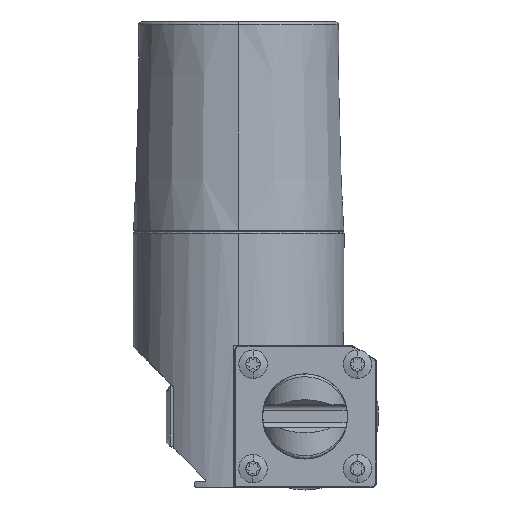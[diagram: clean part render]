
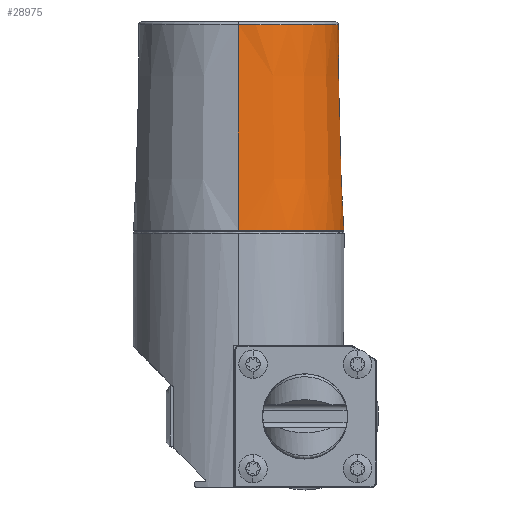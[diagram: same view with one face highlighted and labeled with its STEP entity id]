
A CAD part, left-side view. The second image highlights one B-rep face of the part: STEP entity #28975.
In plain terms, the highlighted conical face has half-angle 1.5 degrees and reference radius 37.175 mm.
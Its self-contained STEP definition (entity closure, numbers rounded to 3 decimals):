
#173 = B_SPLINE_CURVE_WITH_KNOTS ( 'NONE', 3,
 ( #19145, #19146, #19147, #19148, #19149, #19150, #19151, #19152, #19153, #19154, #19155, #19156, #19157 ),
 .UNSPECIFIED., .F., .F.,
 ( 4, 3, 3, 3, 4 ),
 ( 0.004, 0.013, 0.055, 0.073, 0.073 ),
 .UNSPECIFIED. ) ;
#1455 = CARTESIAN_POINT ( 'NONE',  ( 28.041, 4.445, 63.168 ) ) ;
#1541 = CARTESIAN_POINT ( 'NONE',  ( -37.713, 28.055, 63.168 ) ) ;
#1560 = CARTESIAN_POINT ( 'NONE',  ( 26.205, 5.091, 132.77 ) ) ;
#1562 = CARTESIAN_POINT ( 'NONE',  ( -35.819, 28.05, 135.495 ) ) ;
#1732 = VERTEX_POINT ( 'NONE', #1455 ) ;
#1808 = VERTEX_POINT ( 'NONE', #1560 ) ;
#1810 = VERTEX_POINT ( 'NONE', #1541 ) ;
#1894 = VERTEX_POINT ( 'NONE', #1562 ) ;
#2037 = VERTEX_POINT ( 'NONE', #11092 ) ;
#6044 = ORIENTED_EDGE ( 'NONE', *, *, #15242, .T. ) ;
#6049 = ORIENTED_EDGE ( 'NONE', *, *, #15212, .T. ) ;
#6135 = ORIENTED_EDGE ( 'NONE', *, *, #15120, .T. ) ;
#6305 = ORIENTED_EDGE ( 'NONE', *, *, #15092, .T. ) ;
#6340 = ORIENTED_EDGE ( 'NONE', *, *, #15060, .T. ) ;
#8495 = DIRECTION ( 'NONE',  ( 1., -0.002, 0. ) ) ;
#8499 = DIRECTION ( 'NONE',  ( 0., 0., -1. ) ) ;
#8500 = CARTESIAN_POINT ( 'NONE',  ( -0.629, 27.965, 59.668 ) ) ;
#8661 = FACE_OUTER_BOUND ( 'NONE', #30375, .T. ) ;
#8667 = CONICAL_SURFACE ( 'NONE', #26027, 37.175, 0.026 ) ;
#11092 = CARTESIAN_POINT ( 'NONE',  ( 34.56, 27.881, 135.495 ) ) ;
#12972 = VERTEX_POINT ( 'NONE', #26375 ) ;
#15060 = EDGE_CURVE ( 'NONE', #1810, #1732, #20972, .T. ) ;
#15092 = EDGE_CURVE ( 'NONE', #1894, #1810, #20994, .T. ) ;
#15120 = EDGE_CURVE ( 'NONE', #1808, #12972, #21012, .T. ) ;
#15212 = EDGE_CURVE ( 'NONE', #1732, #1808, #173, .T. ) ;
#15216 = EDGE_CURVE ( 'NONE', #2037, #12972, #21068, .T. ) ;
#15242 = EDGE_CURVE ( 'NONE', #2037, #1894, #21085, .T. ) ;
#18654 = CARTESIAN_POINT ( 'NONE',  ( -0.629, 27.965, 63.168 ) ) ;
#18655 = DIRECTION ( 'NONE',  ( 0., 0., 1. ) ) ;
#18657 = DIRECTION ( 'NONE',  ( 1., -0.002, 0. ) ) ;
#18786 = CARTESIAN_POINT ( 'NONE',  ( -37.804, 28.055, 59.668 ) ) ;
#18791 = DIRECTION ( 'NONE',  ( -0.026, 0., -1. ) ) ;
#18916 = CARTESIAN_POINT ( 'NONE',  ( -0.629, 27.965, 132.77 ) ) ;
#18918 = DIRECTION ( 'NONE',  ( 0., 0., 1. ) ) ;
#18920 = DIRECTION ( 'NONE',  ( -1., 0.002, 0. ) ) ;
#19145 = CARTESIAN_POINT ( 'NONE',  ( 28.041, 4.445, 63.168 ) ) ;
#19146 = CARTESIAN_POINT ( 'NONE',  ( 27.957, 4.474, 66.333 ) ) ;
#19147 = CARTESIAN_POINT ( 'NONE',  ( 27.874, 4.504, 69.498 ) ) ;
#19148 = CARTESIAN_POINT ( 'NONE',  ( 27.791, 4.533, 72.663 ) ) ;
#19149 = CARTESIAN_POINT ( 'NONE',  ( 27.426, 4.661, 86.525 ) ) ;
#19150 = CARTESIAN_POINT ( 'NONE',  ( 27.061, 4.79, 100.386 ) ) ;
#19151 = CARTESIAN_POINT ( 'NONE',  ( 26.695, 4.919, 114.247 ) ) ;
#19152 = CARTESIAN_POINT ( 'NONE',  ( 26.534, 4.975, 120.321 ) ) ;
#19153 = CARTESIAN_POINT ( 'NONE',  ( 26.374, 5.031, 126.395 ) ) ;
#19154 = CARTESIAN_POINT ( 'NONE',  ( 26.213, 5.088, 132.468 ) ) ;
#19155 = CARTESIAN_POINT ( 'NONE',  ( 26.21, 5.089, 132.569 ) ) ;
#19156 = CARTESIAN_POINT ( 'NONE',  ( 26.207, 5.09, 132.669 ) ) ;
#19157 = CARTESIAN_POINT ( 'NONE',  ( 26.205, 5.091, 132.77 ) ) ;
#19159 = CARTESIAN_POINT ( 'NONE',  ( 36.546, 27.876, 59.668 ) ) ;
#19164 = DIRECTION ( 'NONE',  ( 0.026, 0., -1. ) ) ;
#19208 = CARTESIAN_POINT ( 'NONE',  ( -0.629, 27.965, 135.495 ) ) ;
#19209 = DIRECTION ( 'NONE',  ( 0., 0., -1. ) ) ;
#19210 = DIRECTION ( 'NONE',  ( -1., 0.002, 0. ) ) ;
#20972 = CIRCLE ( 'NONE', #23467, 37.083 ) ;
#20994 = LINE ( 'NONE', #18786, #20999 ) ;
#20999 = VECTOR ( 'NONE', #18791, 1000. ) ;
#21012 = CIRCLE ( 'NONE', #23484, 35.261 ) ;
#21068 = LINE ( 'NONE', #19159, #21069 ) ;
#21069 = VECTOR ( 'NONE', #19164, 1000. ) ;
#21085 = CIRCLE ( 'NONE', #23514, 35.189 ) ;
#23467 = AXIS2_PLACEMENT_3D ( 'NONE', #18654, #18655, #18657 ) ;
#23484 = AXIS2_PLACEMENT_3D ( 'NONE', #18916, #18918, #18920 ) ;
#23514 = AXIS2_PLACEMENT_3D ( 'NONE', #19208, #19209, #19210 ) ;
#26027 = AXIS2_PLACEMENT_3D ( 'NONE', #8500, #8499, #8495 ) ;
#26375 = CARTESIAN_POINT ( 'NONE',  ( 34.631, 27.881, 132.77 ) ) ;
#28975 = ADVANCED_FACE ( 'NONE', ( #8661 ), #8667, .T. ) ;
#30239 = ORIENTED_EDGE ( 'NONE', *, *, #15216, .F. ) ;
#30375 = EDGE_LOOP ( 'NONE', ( #6044, #6305, #6340, #6049, #6135, #30239 ) ) ;
